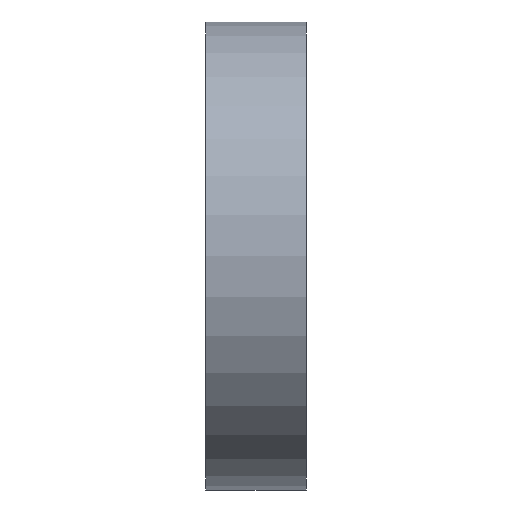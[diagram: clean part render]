
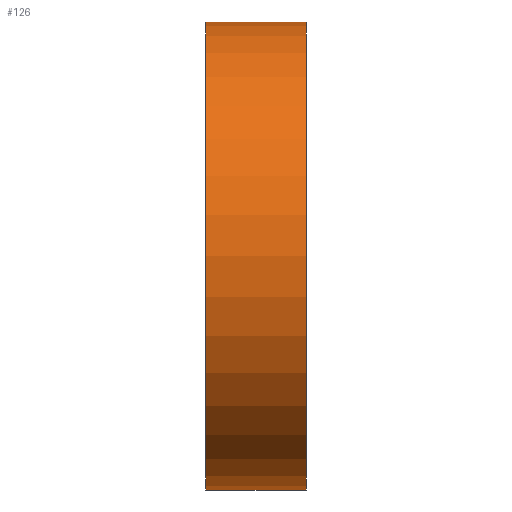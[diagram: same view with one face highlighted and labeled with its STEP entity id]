
A CAD part, front view. The second image highlights one B-rep face of the part: STEP entity #126.
In plain terms, the highlighted cylindrical face has radius 35 mm (diameter 70 mm), a partial arc.
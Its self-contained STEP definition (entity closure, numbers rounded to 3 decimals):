
#1 = CARTESIAN_POINT ( 'NONE',  ( 15., 0., 0. ) ) ;
#6 = EDGE_LOOP ( 'NONE', ( #60, #190, #76, #161 ) ) ;
#14 = DIRECTION ( 'NONE',  ( -1., 0., 0. ) ) ;
#19 = CARTESIAN_POINT ( 'NONE',  ( 15., 0., 35. ) ) ;
#22 = VERTEX_POINT ( 'NONE', #19 ) ;
#26 = CYLINDRICAL_SURFACE ( 'NONE', #97, 35. ) ;
#27 = CIRCLE ( 'NONE', #48, 35. ) ;
#37 = CARTESIAN_POINT ( 'NONE',  ( 0., 0., -35. ) ) ;
#39 = AXIS2_PLACEMENT_3D ( 'NONE', #1, #98, #54 ) ;
#43 = VERTEX_POINT ( 'NONE', #37 ) ;
#46 = VERTEX_POINT ( 'NONE', #65 ) ;
#48 = AXIS2_PLACEMENT_3D ( 'NONE', #195, #96, #93 ) ;
#51 = FACE_OUTER_BOUND ( 'NONE', #6, .T. ) ;
#52 = CARTESIAN_POINT ( 'NONE',  ( 0., 0., 35. ) ) ;
#54 = DIRECTION ( 'NONE',  ( 0., 0., -1. ) ) ;
#60 = ORIENTED_EDGE ( 'NONE', *, *, #154, .F. ) ;
#61 = CARTESIAN_POINT ( 'NONE',  ( 15., 0., 0. ) ) ;
#62 = DIRECTION ( 'NONE',  ( -1., 0., 0. ) ) ;
#63 = CARTESIAN_POINT ( 'NONE',  ( 15., 0., 35. ) ) ;
#65 = CARTESIAN_POINT ( 'NONE',  ( 15., 0., -35. ) ) ;
#66 = EDGE_CURVE ( 'NONE', #22, #177, #82, .T. ) ;
#68 = DIRECTION ( 'NONE',  ( -1., 0., 0. ) ) ;
#70 = CIRCLE ( 'NONE', #39, 35. ) ;
#76 = ORIENTED_EDGE ( 'NONE', *, *, #66, .T. ) ;
#82 = LINE ( 'NONE', #63, #125 ) ;
#93 = DIRECTION ( 'NONE',  ( 0., 0., -1. ) ) ;
#95 = CARTESIAN_POINT ( 'NONE',  ( 15., 0., -35. ) ) ;
#96 = DIRECTION ( 'NONE',  ( 1., 0., 0. ) ) ;
#97 = AXIS2_PLACEMENT_3D ( 'NONE', #61, #62, #128 ) ;
#98 = DIRECTION ( 'NONE',  ( 1., 0., 0. ) ) ;
#125 = VECTOR ( 'NONE', #14, 1000. ) ;
#126 = ADVANCED_FACE ( 'NONE', ( #51 ), #26, .T. ) ;
#128 = DIRECTION ( 'NONE',  ( 0., 0., 1. ) ) ;
#145 = EDGE_CURVE ( 'NONE', #177, #43, #27, .T. ) ;
#146 = LINE ( 'NONE', #95, #197 ) ;
#154 = EDGE_CURVE ( 'NONE', #46, #43, #146, .T. ) ;
#161 = ORIENTED_EDGE ( 'NONE', *, *, #145, .T. ) ;
#167 = EDGE_CURVE ( 'NONE', #22, #46, #70, .T. ) ;
#177 = VERTEX_POINT ( 'NONE', #52 ) ;
#190 = ORIENTED_EDGE ( 'NONE', *, *, #167, .F. ) ;
#195 = CARTESIAN_POINT ( 'NONE',  ( 0., 0., 0. ) ) ;
#197 = VECTOR ( 'NONE', #68, 1000. ) ;
